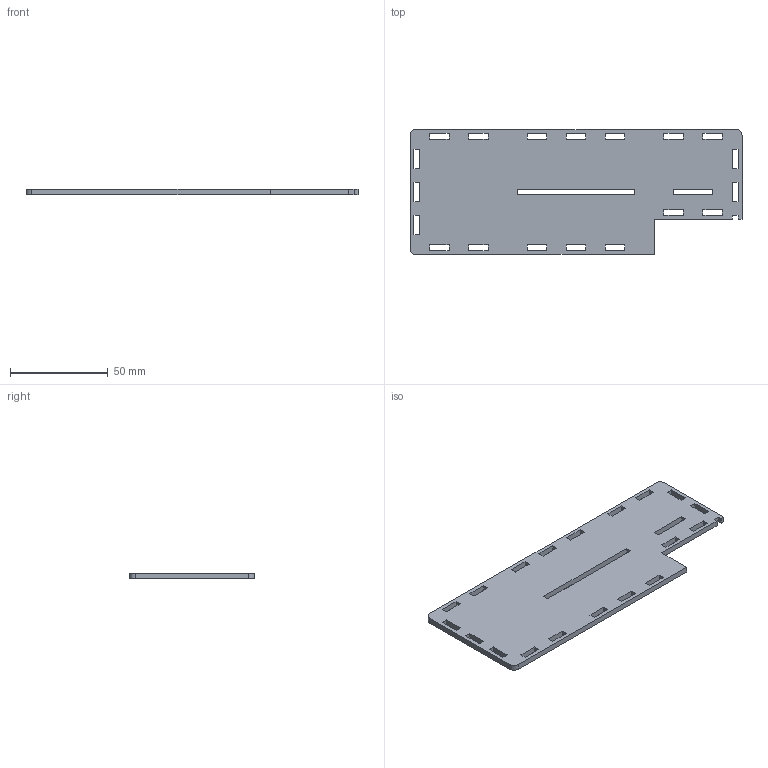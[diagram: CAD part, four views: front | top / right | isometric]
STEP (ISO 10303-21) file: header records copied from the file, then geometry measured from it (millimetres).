
FILE_DESCRIPTION(/* description */ (''),/* implementation_level */ '2;1');
FILE_NAME(/* name */ 'bottom.step',/* time_stamp */ '2022-12-02T16:59:57+08:00',/* author */ (''),/* organization */ (''),/* preprocessor_version */ 'ST-DEVELOPER v19.2',/* originating_system */ 'Autodesk Translation Framework v11.17.0.187',/* authorisation */ '');
FILE_SCHEMA (('AUTOMOTIVE_DESIGN { 1 0 10303 214 3 1 1 }'));
Length unit declared in the file: millimetre
Products named in the file (1): bottom
Bounding box: 170 x 64 x 3 mm (x, y, z)
Volume: 27743.9 mm3; surface area: 21898.3 mm2
Topology: 1 solids, 1 shells, 99 faces, 291 edges, 194 vertices
Faces by surface type: plane 96, cylinder 3
Entity records: 3348 total; most frequent: CARTESIAN_POINT 585, ORIENTED_EDGE 582, DIRECTION 497, EDGE_CURVE 291, LINE 285, VECTOR 285, VERTEX_POINT 194, EDGE_LOOP 141
